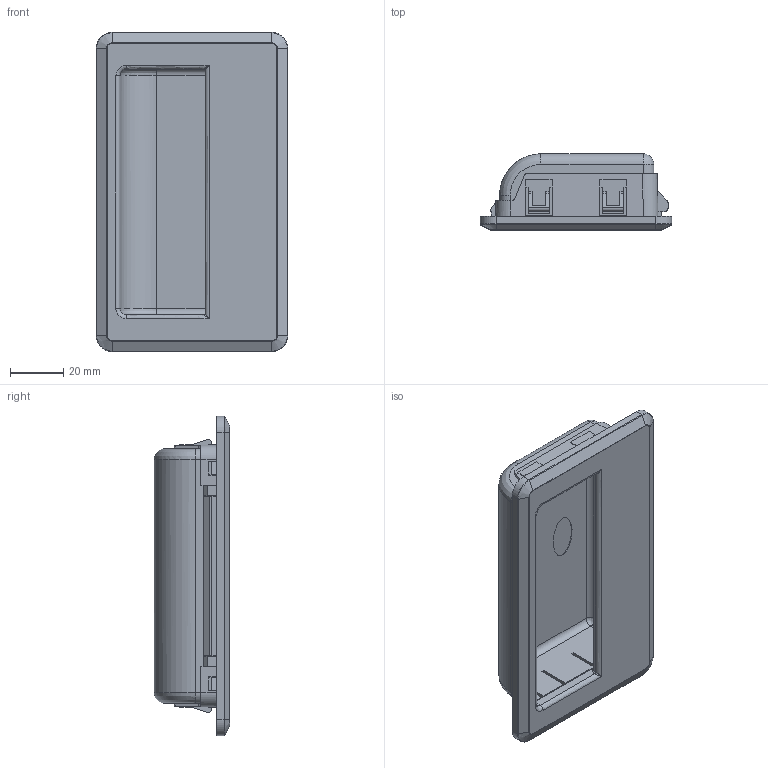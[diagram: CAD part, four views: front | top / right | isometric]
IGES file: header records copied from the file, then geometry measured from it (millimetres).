
Start section: ------------------------------------------------------------------------
Global section: file name: PC50.12916.THA_471_W_1_6_21127.igs; native system: spGate; preprocessor: ver16.7.1; author: Unknown; organization: Unknown; date: 200312.142156; units: millimetre
Bounding box: 72 x 28.5 x 120 mm (x, y, z)
Volume: 41648.6 mm3; surface area: 45723.1 mm2
Topology: 1 solids, 1 shells, 975 faces, 2477 edges, 1416 vertices
Faces by surface type: bspline 975
